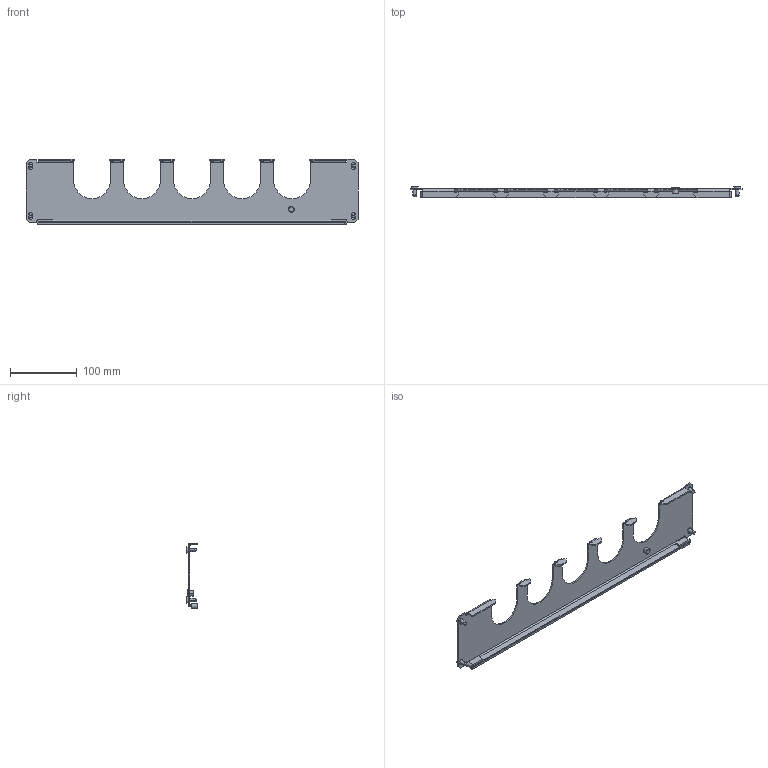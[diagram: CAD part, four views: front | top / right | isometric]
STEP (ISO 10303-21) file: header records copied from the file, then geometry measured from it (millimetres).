
FILE_DESCRIPTION (( 'STEP AP203' ), '1' );
FILE_NAME ('UR18000120604 Ïàíåëü êàáåëüíîãî ââîäà ñðåäíÿÿ 100ìì RS52 00.60 (000.801.505-04).STEP', '2022-04-15T11:37:37', ( '' ), ( '' ), 'SwSTEP 2.0', 'SolidWorks 2017', '' );
FILE_SCHEMA (( 'CONFIG_CONTROL_DESIGN' ));
Length unit declared in the file: millimetre
Products named in the file (6): Âèíò DIN 7500 C TORX_Œ5å12; 000.130.447 Ïàíåëü êàáåëüíîãî ââîäà RS52_04 (00.60); Óïëîòíèòåëü 3õ10 ïàíåëåé îñíîâàíèÿ LC3 00.80_04 (00.60); 003-488 Ïàíåëü êàáåëüíîãî ââîäà RS52_04 (00.60); ч蜱齁罻 ST-9; UR18000120604 Ïàíåëü êàáåëüíîãî ââîäà ñðåäíÿÿ 100ìì RS52 00.60 (000.801.505-04)
Assembly tree (8 placements, depth 3):
  UR18000120604 Ïàíåëü êàáåëüíîãî ââîäà ñðåäíÿÿ 100ìì RS52 00.60 (000.801.505-04)
    000.130.447 Ïàíåëü êàáåëüíîãî ââîäà RS52_04 (00.60)
      003-488 Ïàíåëü êàáåëüíîãî ââîäà RS52_04 (00.60)
      Óïëîòíèòåëü 3õ10 ïàíåëåé îñíîâàíèÿ LC3 00.80_04 (00.60)
      ч蜱齁罻 ST-9
    Âèíò DIN 7500 C TORX_Œ5å12  x4
Bounding box: 498 x 17.69 x 98 mm (x, y, z)
Volume: 95066.7 mm3; surface area: 97698.4 mm2
Topology: 7 solids, 7 shells, 360 faces, 970 edges, 630 vertices
Faces by surface type: plane 207, cylinder 119, cone 18, torus 8, sphere 8
Entity records: 8174 total; most frequent: CARTESIAN_POINT 1413, DIRECTION 1285, ORIENTED_EDGE 1268, EDGE_CURVE 634, VECTOR 433, LINE 433, AXIS2_PLACEMENT_3D 426, VERTEX_POINT 408
